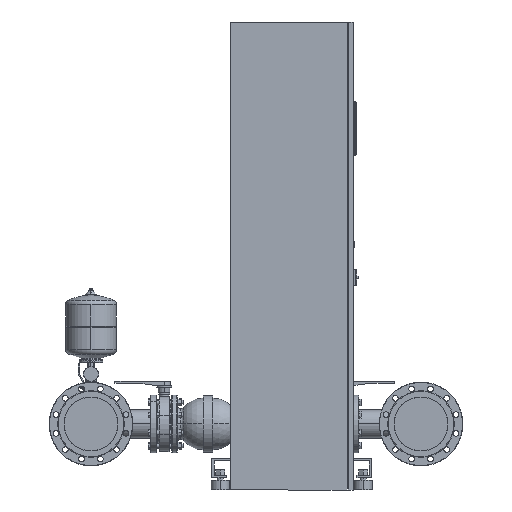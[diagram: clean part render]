
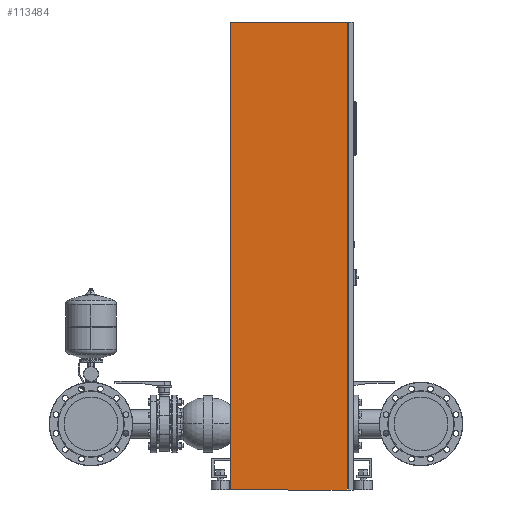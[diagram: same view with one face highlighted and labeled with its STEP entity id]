
A CAD part, left-side view. The second image highlights one B-rep face of the part: STEP entity #113484.
In plain terms, the highlighted planar face has unit normal (-1, 0, 0).
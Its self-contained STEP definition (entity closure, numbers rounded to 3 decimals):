
#113445=CARTESIAN_POINT('',(-1350.0,250.0,0.0));
#113446=DIRECTION('',(-1.0,0.0,0.0));
#113447=DIRECTION('',(0.0,-1.0,0.0));
#113448=AXIS2_PLACEMENT_3D('',#113445,#113446,#113447);
#113449=PLANE('',#113448);
#113450=CARTESIAN_POINT('',(-1350.0,-225.0,0.));
#113451=VERTEX_POINT('',#113450);
#113452=CARTESIAN_POINT('',(-1350.,-225.,1900.));
#113453=VERTEX_POINT('',#113452);
#113454=CARTESIAN_POINT('',(-1350.0,-225.0,0.));
#113455=DIRECTION('',(0.0,0.0,1.0));
#113456=VECTOR('',#113455,1900.);
#113457=LINE('',#113454,#113456);
#113458=EDGE_CURVE('',#113451,#113453,#113457,.T.);
#113459=ORIENTED_EDGE('',*,*,#113458,.T.);
#113460=CARTESIAN_POINT('',(-1350.,250.,1900.));
#113461=VERTEX_POINT('',#113460);
#113462=CARTESIAN_POINT('',(-1350.,250.,1900.));
#113463=DIRECTION('',(0.0,-1.0,0.0));
#113464=VECTOR('',#113463,475.0);
#113465=LINE('',#113462,#113464);
#113466=EDGE_CURVE('',#113461,#113453,#113465,.T.);
#113467=ORIENTED_EDGE('',*,*,#113466,.F.);
#113468=CARTESIAN_POINT('',(-1350.0,250.0,0.0));
#113469=VERTEX_POINT('',#113468);
#113470=CARTESIAN_POINT('',(-1350.,250.,1900.));
#113471=DIRECTION('',(0.0,0.0,-1.0));
#113472=VECTOR('',#113471,1900.);
#113473=LINE('',#113470,#113472);
#113474=EDGE_CURVE('',#113461,#113469,#113473,.T.);
#113475=ORIENTED_EDGE('',*,*,#113474,.T.);
#113476=CARTESIAN_POINT('',(-1350.0,250.0,0.0));
#113477=DIRECTION('',(0.0,-1.0,0.0));
#113478=VECTOR('',#113477,475.0);
#113479=LINE('',#113476,#113478);
#113480=EDGE_CURVE('',#113469,#113451,#113479,.T.);
#113481=ORIENTED_EDGE('',*,*,#113480,.T.);
#113482=EDGE_LOOP('',(#113459,#113467,#113475,#113481));
#113483=FACE_OUTER_BOUND('',#113482,.T.);
#113484=ADVANCED_FACE('',(#113483),#113449,.T.);
